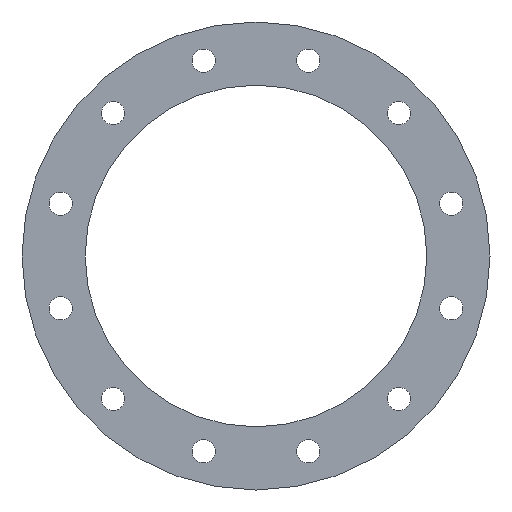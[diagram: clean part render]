
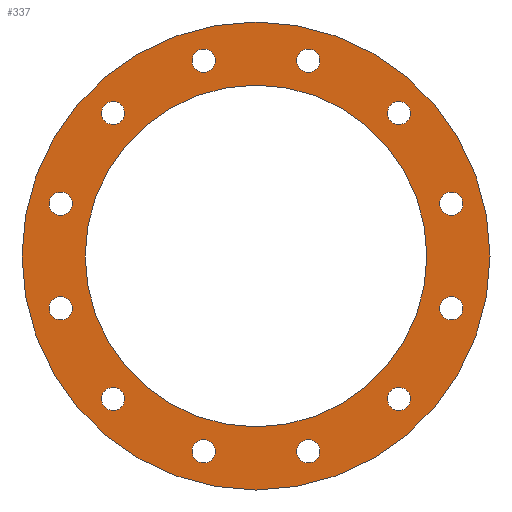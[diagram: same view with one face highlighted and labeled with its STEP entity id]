
A CAD part, front view. The second image highlights one B-rep face of the part: STEP entity #337.
In plain terms, the highlighted planar face has unit normal (0, -1, 0).
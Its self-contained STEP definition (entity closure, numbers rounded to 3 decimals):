
#15=FACE_BOUND('',#72,.T.);
#16=FACE_BOUND('',#73,.T.);
#17=FACE_BOUND('',#74,.T.);
#18=FACE_BOUND('',#75,.T.);
#19=FACE_BOUND('',#76,.T.);
#20=FACE_BOUND('',#77,.T.);
#21=FACE_BOUND('',#78,.T.);
#22=FACE_BOUND('',#79,.T.);
#23=FACE_BOUND('',#80,.T.);
#24=FACE_BOUND('',#81,.T.);
#25=FACE_BOUND('',#82,.T.);
#26=FACE_BOUND('',#83,.T.);
#27=FACE_BOUND('',#84,.T.);
#41=PLANE('',#397);
#55=FACE_OUTER_BOUND('',#71,.T.);
#71=EDGE_LOOP('',(#275));
#72=EDGE_LOOP('',(#276));
#73=EDGE_LOOP('',(#277));
#74=EDGE_LOOP('',(#278));
#75=EDGE_LOOP('',(#279));
#76=EDGE_LOOP('',(#280));
#77=EDGE_LOOP('',(#281));
#78=EDGE_LOOP('',(#282));
#79=EDGE_LOOP('',(#283));
#80=EDGE_LOOP('',(#284));
#81=EDGE_LOOP('',(#285));
#82=EDGE_LOOP('',(#286));
#83=EDGE_LOOP('',(#287));
#84=EDGE_LOOP('',(#288));
#130=CIRCLE('',#363,11.5);
#132=CIRCLE('',#366,11.5);
#134=CIRCLE('',#369,11.5);
#136=CIRCLE('',#372,11.5);
#138=CIRCLE('',#375,11.5);
#140=CIRCLE('',#378,11.5);
#142=CIRCLE('',#381,11.5);
#144=CIRCLE('',#384,11.5);
#146=CIRCLE('',#387,11.5);
#148=CIRCLE('',#390,11.5);
#150=CIRCLE('',#393,11.5);
#152=CIRCLE('',#396,11.5);
#153=CIRCLE('',#398,231.5);
#154=CIRCLE('',#399,169.);
#158=VERTEX_POINT('',#513);
#160=VERTEX_POINT('',#519);
#162=VERTEX_POINT('',#525);
#164=VERTEX_POINT('',#531);
#166=VERTEX_POINT('',#537);
#168=VERTEX_POINT('',#543);
#170=VERTEX_POINT('',#549);
#172=VERTEX_POINT('',#555);
#174=VERTEX_POINT('',#561);
#176=VERTEX_POINT('',#567);
#178=VERTEX_POINT('',#573);
#180=VERTEX_POINT('',#579);
#181=VERTEX_POINT('',#583);
#182=VERTEX_POINT('',#585);
#187=EDGE_CURVE('',#158,#158,#130,.T.);
#190=EDGE_CURVE('',#160,#160,#132,.T.);
#193=EDGE_CURVE('',#162,#162,#134,.T.);
#196=EDGE_CURVE('',#164,#164,#136,.T.);
#199=EDGE_CURVE('',#166,#166,#138,.T.);
#202=EDGE_CURVE('',#168,#168,#140,.T.);
#205=EDGE_CURVE('',#170,#170,#142,.T.);
#208=EDGE_CURVE('',#172,#172,#144,.T.);
#211=EDGE_CURVE('',#174,#174,#146,.T.);
#214=EDGE_CURVE('',#176,#176,#148,.T.);
#217=EDGE_CURVE('',#178,#178,#150,.T.);
#220=EDGE_CURVE('',#180,#180,#152,.T.);
#221=EDGE_CURVE('',#181,#181,#153,.T.);
#222=EDGE_CURVE('',#182,#182,#154,.T.);
#275=ORIENTED_EDGE('',*,*,#221,.T.);
#276=ORIENTED_EDGE('',*,*,#187,.T.);
#277=ORIENTED_EDGE('',*,*,#190,.T.);
#278=ORIENTED_EDGE('',*,*,#193,.T.);
#279=ORIENTED_EDGE('',*,*,#196,.T.);
#280=ORIENTED_EDGE('',*,*,#199,.T.);
#281=ORIENTED_EDGE('',*,*,#202,.T.);
#282=ORIENTED_EDGE('',*,*,#205,.T.);
#283=ORIENTED_EDGE('',*,*,#208,.T.);
#284=ORIENTED_EDGE('',*,*,#211,.T.);
#285=ORIENTED_EDGE('',*,*,#214,.T.);
#286=ORIENTED_EDGE('',*,*,#217,.T.);
#287=ORIENTED_EDGE('',*,*,#220,.T.);
#288=ORIENTED_EDGE('',*,*,#222,.T.);
#337=ADVANCED_FACE('',(#55,#15,#16,#17,#18,#19,#20,#21,#22,#23,#24,#25,
#26,#27),#41,.F.);
#363=AXIS2_PLACEMENT_3D('',#515,#412,#413);
#366=AXIS2_PLACEMENT_3D('',#521,#419,#420);
#369=AXIS2_PLACEMENT_3D('',#527,#426,#427);
#372=AXIS2_PLACEMENT_3D('',#533,#433,#434);
#375=AXIS2_PLACEMENT_3D('',#539,#440,#441);
#378=AXIS2_PLACEMENT_3D('',#545,#447,#448);
#381=AXIS2_PLACEMENT_3D('',#551,#454,#455);
#384=AXIS2_PLACEMENT_3D('',#557,#461,#462);
#387=AXIS2_PLACEMENT_3D('',#563,#468,#469);
#390=AXIS2_PLACEMENT_3D('',#569,#475,#476);
#393=AXIS2_PLACEMENT_3D('',#575,#482,#483);
#396=AXIS2_PLACEMENT_3D('',#581,#489,#490);
#397=AXIS2_PLACEMENT_3D('',#582,#491,#492);
#398=AXIS2_PLACEMENT_3D('',#584,#493,#494);
#399=AXIS2_PLACEMENT_3D('',#586,#495,#496);
#412=DIRECTION('center_axis',(0.,1.,0.));
#413=DIRECTION('ref_axis',(-0.866,0.,-0.5));
#419=DIRECTION('center_axis',(0.,1.,0.));
#420=DIRECTION('ref_axis',(-0.5,0.,-0.866));
#426=DIRECTION('center_axis',(0.,1.,0.));
#427=DIRECTION('ref_axis',(0.,0.,-1.));
#433=DIRECTION('center_axis',(0.,1.,0.));
#434=DIRECTION('ref_axis',(0.5,0.,-0.866));
#440=DIRECTION('center_axis',(0.,1.,0.));
#441=DIRECTION('ref_axis',(0.866,0.,-0.5));
#447=DIRECTION('center_axis',(0.,1.,0.));
#448=DIRECTION('ref_axis',(1.,0.,0.));
#454=DIRECTION('center_axis',(0.,1.,0.));
#455=DIRECTION('ref_axis',(0.866,0.,0.5));
#461=DIRECTION('center_axis',(0.,1.,0.));
#462=DIRECTION('ref_axis',(0.5,0.,0.866));
#468=DIRECTION('center_axis',(0.,1.,0.));
#469=DIRECTION('ref_axis',(0.,0.,1.));
#475=DIRECTION('center_axis',(0.,1.,0.));
#476=DIRECTION('ref_axis',(-0.5,0.,0.866));
#482=DIRECTION('center_axis',(0.,1.,0.));
#483=DIRECTION('ref_axis',(-0.866,0.,0.5));
#489=DIRECTION('center_axis',(0.,1.,0.));
#490=DIRECTION('ref_axis',(-1.,0.,0.));
#491=DIRECTION('center_axis',(0.,1.,0.));
#492=DIRECTION('ref_axis',(0.,0.,1.));
#493=DIRECTION('center_axis',(0.,-1.,0.));
#494=DIRECTION('ref_axis',(-1.,0.,0.));
#495=DIRECTION('center_axis',(0.,1.,0.));
#496=DIRECTION('ref_axis',(1.,0.,0.));
#513=CARTESIAN_POINT('',(151.381,-17.,-135.671));
#515=CARTESIAN_POINT('Origin',(141.421,-17.,-141.421));
#519=CARTESIAN_POINT('',(198.935,-17.,-41.805));
#521=CARTESIAN_POINT('Origin',(193.185,-17.,-51.764));
#525=CARTESIAN_POINT('',(193.185,-17.,63.264));
#527=CARTESIAN_POINT('Origin',(193.185,-17.,51.764));
#531=CARTESIAN_POINT('',(135.671,-17.,151.381));
#533=CARTESIAN_POINT('Origin',(141.421,-17.,141.421));
#537=CARTESIAN_POINT('',(41.805,-17.,198.935));
#539=CARTESIAN_POINT('Origin',(51.764,-17.,193.185));
#543=CARTESIAN_POINT('',(-63.264,-17.,193.185));
#545=CARTESIAN_POINT('Origin',(-51.764,-17.,193.185));
#549=CARTESIAN_POINT('',(-151.381,-17.,135.671));
#551=CARTESIAN_POINT('Origin',(-141.421,-17.,141.421));
#555=CARTESIAN_POINT('',(-198.935,-17.,41.805));
#557=CARTESIAN_POINT('Origin',(-193.185,-17.,51.764));
#561=CARTESIAN_POINT('',(-193.185,-17.,-63.264));
#563=CARTESIAN_POINT('Origin',(-193.185,-17.,-51.764));
#567=CARTESIAN_POINT('',(-135.671,-17.,-151.381));
#569=CARTESIAN_POINT('Origin',(-141.421,-17.,-141.421));
#573=CARTESIAN_POINT('',(-41.805,-17.,-198.935));
#575=CARTESIAN_POINT('Origin',(-51.764,-17.,-193.185));
#579=CARTESIAN_POINT('',(63.264,-17.,-193.185));
#581=CARTESIAN_POINT('Origin',(51.764,-17.,-193.185));
#582=CARTESIAN_POINT('Origin',(0.,-17.,0.));
#583=CARTESIAN_POINT('',(231.5,-17.,0.));
#584=CARTESIAN_POINT('Origin',(0.,-17.,0.));
#585=CARTESIAN_POINT('',(-169.,-17.,0.));
#586=CARTESIAN_POINT('Origin',(0.,-17.,0.));
